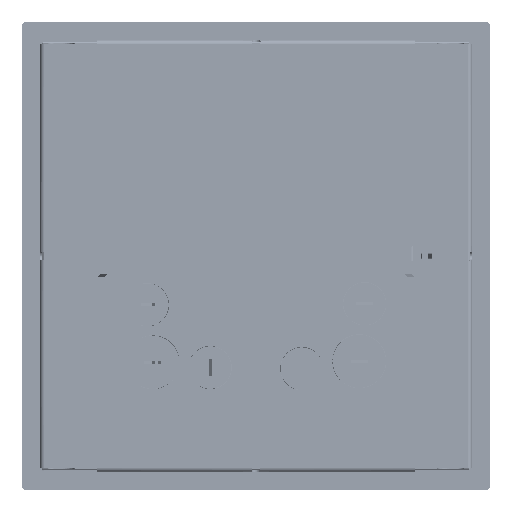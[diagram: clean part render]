
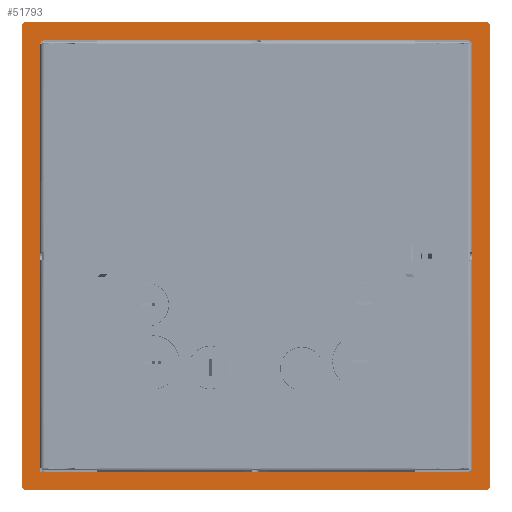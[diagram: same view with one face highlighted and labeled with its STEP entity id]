
A CAD part, front view. The second image highlights one B-rep face of the part: STEP entity #51793.
In plain terms, the highlighted planar face has unit normal (0, -1, 0).
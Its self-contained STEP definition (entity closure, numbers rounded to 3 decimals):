
#32552=DIRECTION('',(0.,0.,-1.));
#32553=VECTOR('',#32552,216.);
#32554=CARTESIAN_POINT('',(-110.,-3.,108.));
#32555=LINE('',#32554,#32553);
#32559=CARTESIAN_POINT('',(-108.,-3.,108.));
#32560=DIRECTION('',(0.,-1.,0.));
#32561=DIRECTION('',(0.,0.,1.));
#32562=AXIS2_PLACEMENT_3D('',#32559,#32560,#32561);
#32567=DIRECTION('',(-1.,0.,0.));
#32568=VECTOR('',#32567,216.);
#32569=CARTESIAN_POINT('',(108.,-3.,110.));
#32570=LINE('',#32569,#32568);
#32574=CARTESIAN_POINT('',(108.,-3.,108.));
#32575=DIRECTION('',(0.,-1.,0.));
#32576=DIRECTION('',(1.,0.,0.));
#32577=AXIS2_PLACEMENT_3D('',#32574,#32575,#32576);
#32582=CARTESIAN_POINT('',(108.,-3.,-108.));
#32583=DIRECTION('',(0.,-1.,0.));
#32584=DIRECTION('',(0.,0.,-1.));
#32585=AXIS2_PLACEMENT_3D('',#32582,#32583,#32584);
#32590=DIRECTION('',(1.,0.,0.));
#32591=VECTOR('',#32590,216.);
#32592=CARTESIAN_POINT('',(-108.,-3.,-110.));
#32593=LINE('',#32592,#32591);
#32597=CARTESIAN_POINT('',(-108.,-3.,-108.));
#32598=DIRECTION('',(0.,-1.,0.));
#32599=DIRECTION('',(-1.,0.,0.));
#32600=AXIS2_PLACEMENT_3D('',#32597,#32598,#32599);
#32721=DIRECTION('',(0.,0.,-1.));
#32722=VECTOR('',#32721,216.);
#32723=CARTESIAN_POINT('',(110.,-3.,108.));
#32724=LINE('',#32723,#32722);
#32796=DIRECTION('',(0.,0.,-1.));
#32797=VECTOR('',#32796,202.);
#32798=CARTESIAN_POINT('',(-101.,-3.,101.));
#32799=LINE('',#32798,#32797);
#32810=CARTESIAN_POINT('',(-101.,-3.,101.));
#32822=DIRECTION('',(1.,0.,0.));
#32823=VECTOR('',#32822,202.);
#32824=CARTESIAN_POINT('',(-101.,-3.,-101.));
#32825=LINE('',#32824,#32823);
#32836=CARTESIAN_POINT('',(-101.,-3.,-101.));
#32855=CARTESIAN_POINT('',(101.,-3.,-101.));
#32867=DIRECTION('',(0.,0.,1.));
#32868=VECTOR('',#32867,202.);
#32869=CARTESIAN_POINT('',(101.,-3.,-101.));
#32870=LINE('',#32869,#32868);
#32874=DIRECTION('',(-1.,0.,0.));
#32875=VECTOR('',#32874,202.);
#32876=CARTESIAN_POINT('',(101.,-3.,101.));
#32877=LINE('',#32876,#32875);
#32888=CARTESIAN_POINT('',(101.,-3.,101.));
#41552=CARTESIAN_POINT('',(108.,-3.,110.));
#41554=VERTEX_POINT('',#41552);
#41981=VERTEX_POINT('',#32836);
#42473=CARTESIAN_POINT('',(-110.,-3.,108.));
#42474=CARTESIAN_POINT('',(-110.,-3.,-108.));
#42475=VERTEX_POINT('',#42473);
#42476=VERTEX_POINT('',#42474);
#42662=CARTESIAN_POINT('',(110.,-3.,-108.));
#42663=VERTEX_POINT('',#42662);
#43022=CARTESIAN_POINT('',(-108.,-3.,-110.));
#43023=VERTEX_POINT('',#43022);
#43586=CARTESIAN_POINT('',(-108.,-3.,110.));
#43587=VERTEX_POINT('',#43586);
#43714=VERTEX_POINT('',#32810);
#43810=VERTEX_POINT('',#32888);
#44037=CARTESIAN_POINT('',(108.,-3.,-110.));
#44038=VERTEX_POINT('',#44037);
#44115=VERTEX_POINT('',#32855);
#44216=CARTESIAN_POINT('',(110.,-3.,108.));
#44217=VERTEX_POINT('',#44216);
#51761=CARTESIAN_POINT('',(100.,-3.,-125.881));
#51762=DIRECTION('',(0.,-1.,0.));
#51763=DIRECTION('',(1.,0.,0.));
#51764=AXIS2_PLACEMENT_3D('',#51761,#51762,#51763);
#51765=PLANE('',#51764);
#51767=ORIENTED_EDGE('',*,*,#51766,.F.);
#51769=ORIENTED_EDGE('',*,*,#51768,.F.);
#51771=ORIENTED_EDGE('',*,*,#51770,.F.);
#51773=ORIENTED_EDGE('',*,*,#51772,.F.);
#51775=ORIENTED_EDGE('',*,*,#51774,.T.);
#51777=ORIENTED_EDGE('',*,*,#51776,.F.);
#51778=ORIENTED_EDGE('',*,*,#51751,.F.);
#51780=ORIENTED_EDGE('',*,*,#51779,.F.);
#51781=EDGE_LOOP('',(#51767,#51769,#51771,#51773,#51775,#51777,#51778,#51780));
#51782=FACE_OUTER_BOUND('',#51781,.F.);
#51784=ORIENTED_EDGE('',*,*,#51783,.T.);
#51786=ORIENTED_EDGE('',*,*,#51785,.T.);
#51788=ORIENTED_EDGE('',*,*,#51787,.T.);
#51790=ORIENTED_EDGE('',*,*,#51789,.T.);
#51791=EDGE_LOOP('',(#51784,#51786,#51788,#51790));
#51792=FACE_BOUND('',#51791,.F.);
#32563=CIRCLE('',#32562,2.);
#32578=CIRCLE('',#32577,2.);
#32586=CIRCLE('',#32585,2.);
#32601=CIRCLE('',#32600,2.);
#51751=EDGE_CURVE('',#43023,#44038,#32593,.T.);
#51766=EDGE_CURVE('',#42475,#42476,#32555,.T.);
#51768=EDGE_CURVE('',#43587,#42475,#32563,.T.);
#51770=EDGE_CURVE('',#41554,#43587,#32570,.T.);
#51772=EDGE_CURVE('',#44217,#41554,#32578,.T.);
#51774=EDGE_CURVE('',#44217,#42663,#32724,.T.);
#51776=EDGE_CURVE('',#44038,#42663,#32586,.T.);
#51779=EDGE_CURVE('',#42476,#43023,#32601,.T.);
#51783=EDGE_CURVE('',#43714,#41981,#32799,.T.);
#51785=EDGE_CURVE('',#41981,#44115,#32825,.T.);
#51787=EDGE_CURVE('',#44115,#43810,#32870,.T.);
#51789=EDGE_CURVE('',#43810,#43714,#32877,.T.);
#51793=ADVANCED_FACE('',(#51782,#51792),#51765,.T.);
